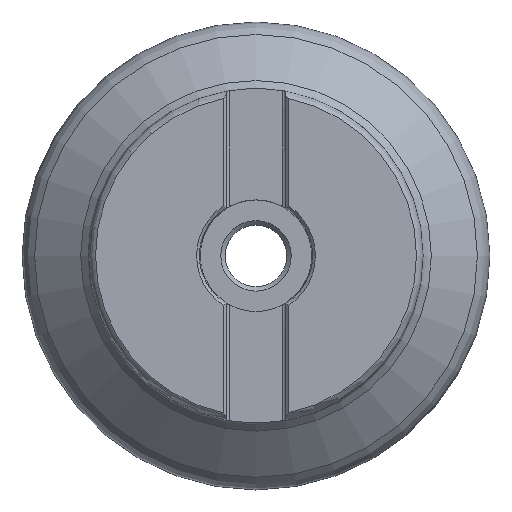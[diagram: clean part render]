
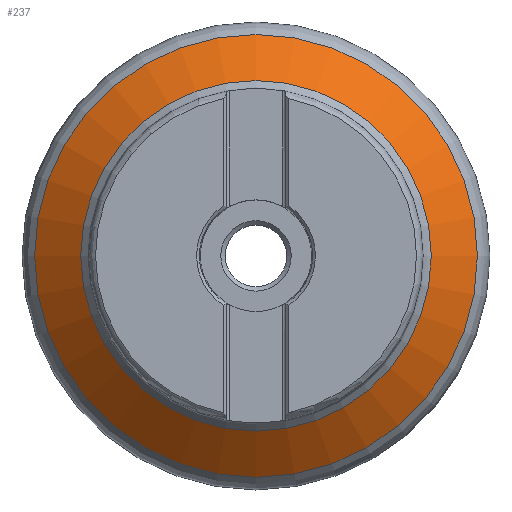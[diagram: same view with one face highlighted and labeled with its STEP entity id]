
A CAD part, top view. The second image highlights one B-rep face of the part: STEP entity #237.
In plain terms, the highlighted conical face has half-angle 50 degrees and reference radius 18.5 mm.
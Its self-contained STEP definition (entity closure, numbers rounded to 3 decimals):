
#165=CONICAL_SURFACE('',#1207,18.5,50.);
#237=ADVANCED_FACE('',(#392,#393),#165,.T.);
#392=FACE_BOUND('',#500,.T.);
#393=FACE_BOUND('',#501,.T.);
#500=EDGE_LOOP('',(#653));
#501=EDGE_LOOP('',(#654));
#653=ORIENTED_EDGE('',*,*,#972,.T.);
#654=ORIENTED_EDGE('',*,*,#973,.T.);
#873=VERTEX_POINT('',#2014);
#874=VERTEX_POINT('',#2016);
#972=EDGE_CURVE('',#873,#873,#1069,.T.);
#973=EDGE_CURVE('',#874,#874,#1070,.T.);
#1069=CIRCLE('',#1205,19.929);
#1070=CIRCLE('',#1206,25.171);
#1205=AXIS2_PLACEMENT_3D('',#2013,#1369,#1370);
#1206=AXIS2_PLACEMENT_3D('',#2015,#1371,#1372);
#1207=AXIS2_PLACEMENT_3D('',#2017,#1373,#1374);
#1369=DIRECTION('',(0.,0.,-1.));
#1370=DIRECTION('',(-1.,0.,0.));
#1371=DIRECTION('',(0.,0.,1.));
#1372=DIRECTION('',(1.,0.,0.));
#1373=DIRECTION('',(0.,0.,-1.));
#1374=DIRECTION('',(-1.,0.,0.));
#2013=CARTESIAN_POINT('',(0.,0.,21.598));
#2014=CARTESIAN_POINT('',(-19.929,0.,21.598));
#2015=CARTESIAN_POINT('',(0.,0.,17.199));
#2016=CARTESIAN_POINT('',(25.171,0.,17.199));
#2017=CARTESIAN_POINT('',(0.,0.,22.797));
